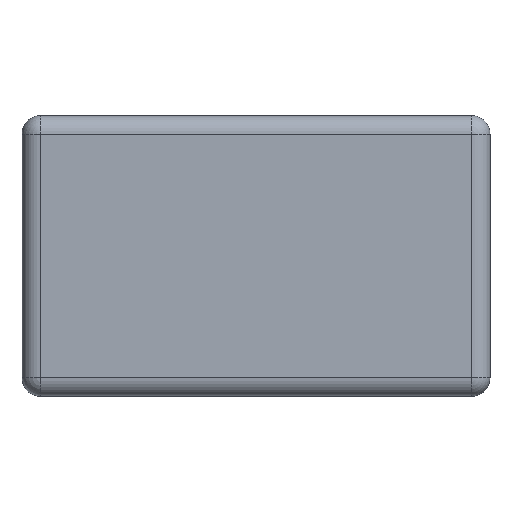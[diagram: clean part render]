
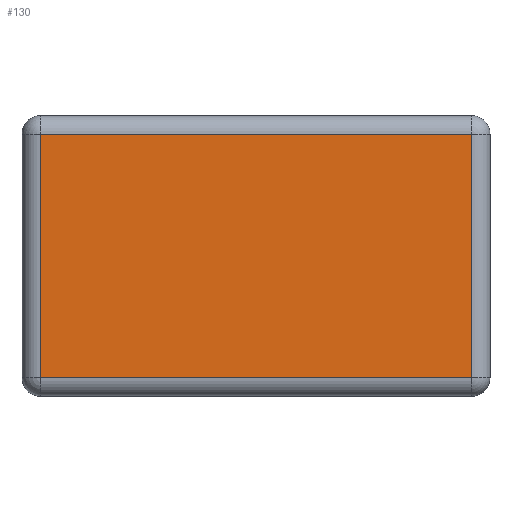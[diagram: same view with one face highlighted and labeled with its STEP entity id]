
A CAD part, top view. The second image highlights one B-rep face of the part: STEP entity #130.
In plain terms, the highlighted planar face has unit normal (0, 0, 1).
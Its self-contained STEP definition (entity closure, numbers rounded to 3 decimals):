
#130 = ADVANCED_FACE( '', ( #326 ), #327, .T. );
#326 = FACE_OUTER_BOUND( '', #599, .T. );
#327 = PLANE( '', #600 );
#599 = EDGE_LOOP( '', ( #917, #918, #919, #920 ) );
#600 = AXIS2_PLACEMENT_3D( '', #921, #922, #923 );
#917 = ORIENTED_EDGE( '', *, *, #1603, .T. );
#918 = ORIENTED_EDGE( '', *, *, #1604, .T. );
#919 = ORIENTED_EDGE( '', *, *, #1605, .T. );
#920 = ORIENTED_EDGE( '', *, *, #1606, .T. );
#921 = CARTESIAN_POINT( '', ( 0., 0., 16. ) );
#922 = DIRECTION( '', ( 0., 0., 1. ) );
#923 = DIRECTION( '', ( 1., 0., 0. ) );
#1603 = EDGE_CURVE( '', #1917, #1918, #1919, .T. );
#1604 = EDGE_CURVE( '', #1918, #1920, #1921, .T. );
#1605 = EDGE_CURVE( '', #1920, #1922, #1923, .T. );
#1606 = EDGE_CURVE( '', #1922, #1917, #1924, .T. );
#1917 = VERTEX_POINT( '', #2356 );
#1918 = VERTEX_POINT( '', #2357 );
#1919 = LINE( '', #2358, #2359 );
#1920 = VERTEX_POINT( '', #2360 );
#1921 = LINE( '', #2361, #2362 );
#1922 = VERTEX_POINT( '', #2363 );
#1923 = LINE( '', #2364, #2365 );
#1924 = LINE( '', #2366, #2367 );
#2356 = CARTESIAN_POINT( '', ( 11.5, -6.5, 16. ) );
#2357 = CARTESIAN_POINT( '', ( 11.5, 6.5, 16. ) );
#2358 = CARTESIAN_POINT( '', ( 11.5, 7.5, 16. ) );
#2359 = VECTOR( '', #2827, 1000. );
#2360 = CARTESIAN_POINT( '', ( -11.5, 6.5, 16. ) );
#2361 = CARTESIAN_POINT( '', ( -12.5, 6.5, 16. ) );
#2362 = VECTOR( '', #2828, 1000. );
#2363 = CARTESIAN_POINT( '', ( -11.5, -6.5, 16. ) );
#2364 = CARTESIAN_POINT( '', ( -11.5, -7.5, 16. ) );
#2365 = VECTOR( '', #2829, 1000. );
#2366 = CARTESIAN_POINT( '', ( 12.5, -6.5, 16. ) );
#2367 = VECTOR( '', #2830, 1000. );
#2827 = DIRECTION( '', ( 0., 1., 0. ) );
#2828 = DIRECTION( '', ( -1., 0., 0. ) );
#2829 = DIRECTION( '', ( 0., -1., 0. ) );
#2830 = DIRECTION( '', ( 1., 0., 0. ) );
